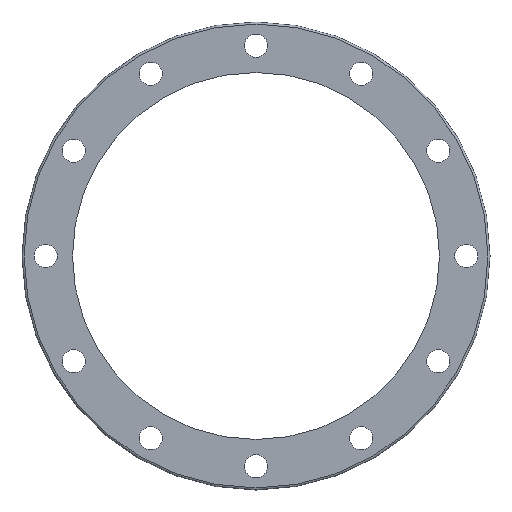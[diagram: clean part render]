
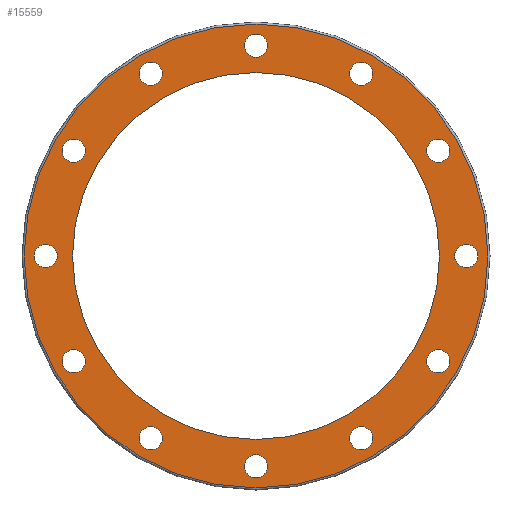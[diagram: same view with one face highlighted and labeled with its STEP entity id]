
A CAD part, front view. The second image highlights one B-rep face of the part: STEP entity #15559.
In plain terms, the highlighted planar face has unit normal (0, -1, 0).
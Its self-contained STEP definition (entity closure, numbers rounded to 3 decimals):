
#77=FACE_BOUND('',#4138,.T.);
#78=FACE_BOUND('',#4139,.T.);
#79=FACE_BOUND('',#4140,.T.);
#80=FACE_BOUND('',#4141,.T.);
#81=FACE_BOUND('',#4142,.T.);
#82=FACE_BOUND('',#4143,.T.);
#83=FACE_BOUND('',#4144,.T.);
#84=FACE_BOUND('',#4145,.T.);
#85=FACE_BOUND('',#4146,.T.);
#86=FACE_BOUND('',#4147,.T.);
#87=FACE_BOUND('',#4148,.T.);
#88=FACE_BOUND('',#4149,.T.);
#89=FACE_BOUND('',#4150,.T.);
#201=PLANE('',#18282);
#3002=FACE_OUTER_BOUND('',#4137,.T.);
#4137=EDGE_LOOP('',(#14026));
#4138=EDGE_LOOP('',(#14027));
#4139=EDGE_LOOP('',(#14028));
#4140=EDGE_LOOP('',(#14029));
#4141=EDGE_LOOP('',(#14030));
#4142=EDGE_LOOP('',(#14031));
#4143=EDGE_LOOP('',(#14032));
#4144=EDGE_LOOP('',(#14033));
#4145=EDGE_LOOP('',(#14034));
#4146=EDGE_LOOP('',(#14035));
#4147=EDGE_LOOP('',(#14036));
#4148=EDGE_LOOP('',(#14037));
#4149=EDGE_LOOP('',(#14038));
#4150=EDGE_LOOP('',(#14039));
#5825=CIRCLE('',#18280,220.5);
#5827=CIRCLE('',#18283,174.5);
#5828=CIRCLE('',#18284,11.);
#5829=CIRCLE('',#18285,11.);
#5830=CIRCLE('',#18286,11.);
#5831=CIRCLE('',#18287,11.);
#5832=CIRCLE('',#18288,11.);
#5833=CIRCLE('',#18289,11.);
#5834=CIRCLE('',#18290,11.);
#5835=CIRCLE('',#18291,11.);
#5836=CIRCLE('',#18292,11.);
#5837=CIRCLE('',#18293,11.);
#5838=CIRCLE('',#18294,11.);
#5839=CIRCLE('',#18295,11.);
#7126=VERTEX_POINT('',#30195);
#7128=VERTEX_POINT('',#30200);
#7129=VERTEX_POINT('',#30202);
#7130=VERTEX_POINT('',#30204);
#7131=VERTEX_POINT('',#30206);
#7132=VERTEX_POINT('',#30208);
#7133=VERTEX_POINT('',#30210);
#7134=VERTEX_POINT('',#30212);
#7135=VERTEX_POINT('',#30214);
#7136=VERTEX_POINT('',#30216);
#7137=VERTEX_POINT('',#30218);
#7138=VERTEX_POINT('',#30220);
#7139=VERTEX_POINT('',#30222);
#7140=VERTEX_POINT('',#30224);
#9435=EDGE_CURVE('',#7126,#7126,#5825,.T.);
#9437=EDGE_CURVE('',#7128,#7128,#5827,.T.);
#9438=EDGE_CURVE('',#7129,#7129,#5828,.T.);
#9439=EDGE_CURVE('',#7130,#7130,#5829,.T.);
#9440=EDGE_CURVE('',#7131,#7131,#5830,.T.);
#9441=EDGE_CURVE('',#7132,#7132,#5831,.T.);
#9442=EDGE_CURVE('',#7133,#7133,#5832,.T.);
#9443=EDGE_CURVE('',#7134,#7134,#5833,.T.);
#9444=EDGE_CURVE('',#7135,#7135,#5834,.T.);
#9445=EDGE_CURVE('',#7136,#7136,#5835,.T.);
#9446=EDGE_CURVE('',#7137,#7137,#5836,.T.);
#9447=EDGE_CURVE('',#7138,#7138,#5837,.T.);
#9448=EDGE_CURVE('',#7139,#7139,#5838,.T.);
#9449=EDGE_CURVE('',#7140,#7140,#5839,.T.);
#14026=ORIENTED_EDGE('',*,*,#9435,.F.);
#14027=ORIENTED_EDGE('',*,*,#9437,.T.);
#14028=ORIENTED_EDGE('',*,*,#9438,.T.);
#14029=ORIENTED_EDGE('',*,*,#9439,.T.);
#14030=ORIENTED_EDGE('',*,*,#9440,.T.);
#14031=ORIENTED_EDGE('',*,*,#9441,.T.);
#14032=ORIENTED_EDGE('',*,*,#9442,.T.);
#14033=ORIENTED_EDGE('',*,*,#9443,.T.);
#14034=ORIENTED_EDGE('',*,*,#9444,.T.);
#14035=ORIENTED_EDGE('',*,*,#9445,.T.);
#14036=ORIENTED_EDGE('',*,*,#9446,.T.);
#14037=ORIENTED_EDGE('',*,*,#9447,.T.);
#14038=ORIENTED_EDGE('',*,*,#9448,.T.);
#14039=ORIENTED_EDGE('',*,*,#9449,.T.);
#15559=ADVANCED_FACE('',(#3002,#77,#78,#79,#80,#81,#82,#83,#84,#85,#86,
#87,#88,#89),#201,.T.);
#18280=AXIS2_PLACEMENT_3D('',#30196,#24272,#24273);
#18282=AXIS2_PLACEMENT_3D('',#30199,#24276,#24277);
#18283=AXIS2_PLACEMENT_3D('',#30201,#24278,#24279);
#18284=AXIS2_PLACEMENT_3D('',#30203,#24280,#24281);
#18285=AXIS2_PLACEMENT_3D('',#30205,#24282,#24283);
#18286=AXIS2_PLACEMENT_3D('',#30207,#24284,#24285);
#18287=AXIS2_PLACEMENT_3D('',#30209,#24286,#24287);
#18288=AXIS2_PLACEMENT_3D('',#30211,#24288,#24289);
#18289=AXIS2_PLACEMENT_3D('',#30213,#24290,#24291);
#18290=AXIS2_PLACEMENT_3D('',#30215,#24292,#24293);
#18291=AXIS2_PLACEMENT_3D('',#30217,#24294,#24295);
#18292=AXIS2_PLACEMENT_3D('',#30219,#24296,#24297);
#18293=AXIS2_PLACEMENT_3D('',#30221,#24298,#24299);
#18294=AXIS2_PLACEMENT_3D('',#30223,#24300,#24301);
#18295=AXIS2_PLACEMENT_3D('',#30225,#24302,#24303);
#24272=DIRECTION('center_axis',(0.,1.,0.));
#24273=DIRECTION('ref_axis',(1.,0.,0.));
#24276=DIRECTION('center_axis',(0.,-1.,0.));
#24277=DIRECTION('ref_axis',(0.,0.,-1.));
#24278=DIRECTION('center_axis',(0.,1.,0.));
#24279=DIRECTION('ref_axis',(1.,0.,0.));
#24280=DIRECTION('center_axis',(0.,1.,0.));
#24281=DIRECTION('ref_axis',(1.,0.,0.));
#24282=DIRECTION('center_axis',(0.,1.,0.));
#24283=DIRECTION('ref_axis',(0.866,0.,-0.5));
#24284=DIRECTION('center_axis',(0.,1.,0.));
#24285=DIRECTION('ref_axis',(0.5,0.,-0.866));
#24286=DIRECTION('center_axis',(0.,1.,0.));
#24287=DIRECTION('ref_axis',(0.,0.,-1.));
#24288=DIRECTION('center_axis',(0.,1.,0.));
#24289=DIRECTION('ref_axis',(-0.5,0.,-0.866));
#24290=DIRECTION('center_axis',(0.,1.,0.));
#24291=DIRECTION('ref_axis',(-0.866,0.,-0.5));
#24292=DIRECTION('center_axis',(0.,1.,0.));
#24293=DIRECTION('ref_axis',(-1.,0.,0.));
#24294=DIRECTION('center_axis',(0.,1.,0.));
#24295=DIRECTION('ref_axis',(-0.866,0.,0.5));
#24296=DIRECTION('center_axis',(0.,1.,0.));
#24297=DIRECTION('ref_axis',(-0.5,0.,0.866));
#24298=DIRECTION('center_axis',(0.,1.,0.));
#24299=DIRECTION('ref_axis',(0.,0.,1.));
#24300=DIRECTION('center_axis',(0.,1.,0.));
#24301=DIRECTION('ref_axis',(0.5,0.,0.866));
#24302=DIRECTION('center_axis',(0.,1.,0.));
#24303=DIRECTION('ref_axis',(0.866,0.,0.5));
#30195=CARTESIAN_POINT('',(-220.5,0.,0.));
#30196=CARTESIAN_POINT('Origin',(0.,0.,0.));
#30199=CARTESIAN_POINT('Origin',(-222.5,0.,0.));
#30200=CARTESIAN_POINT('',(-174.5,0.,0.));
#30201=CARTESIAN_POINT('Origin',(0.,0.,0.));
#30202=CARTESIAN_POINT('',(-11.,0.,-200.));
#30203=CARTESIAN_POINT('Origin',(0.,0.,-200.));
#30204=CARTESIAN_POINT('',(-109.526,0.,-167.705));
#30205=CARTESIAN_POINT('Origin',(-100.,0.,-173.205));
#30206=CARTESIAN_POINT('',(-178.705,0.,-90.474));
#30207=CARTESIAN_POINT('Origin',(-173.205,0.,-100.));
#30208=CARTESIAN_POINT('',(-200.,0.,11.));
#30209=CARTESIAN_POINT('Origin',(-200.,0.,0.));
#30210=CARTESIAN_POINT('',(-167.705,0.,109.526));
#30211=CARTESIAN_POINT('Origin',(-173.205,0.,100.));
#30212=CARTESIAN_POINT('',(-90.474,0.,178.705));
#30213=CARTESIAN_POINT('Origin',(-100.,0.,173.205));
#30214=CARTESIAN_POINT('',(11.,0.,200.));
#30215=CARTESIAN_POINT('Origin',(0.,0.,200.));
#30216=CARTESIAN_POINT('',(109.526,0.,167.705));
#30217=CARTESIAN_POINT('Origin',(100.,0.,173.205));
#30218=CARTESIAN_POINT('',(178.705,0.,90.474));
#30219=CARTESIAN_POINT('Origin',(173.205,0.,100.));
#30220=CARTESIAN_POINT('',(200.,0.,-11.));
#30221=CARTESIAN_POINT('Origin',(200.,0.,0.));
#30222=CARTESIAN_POINT('',(167.705,0.,-109.526));
#30223=CARTESIAN_POINT('Origin',(173.205,0.,-100.));
#30224=CARTESIAN_POINT('',(90.474,0.,-178.705));
#30225=CARTESIAN_POINT('Origin',(100.,0.,-173.205));
